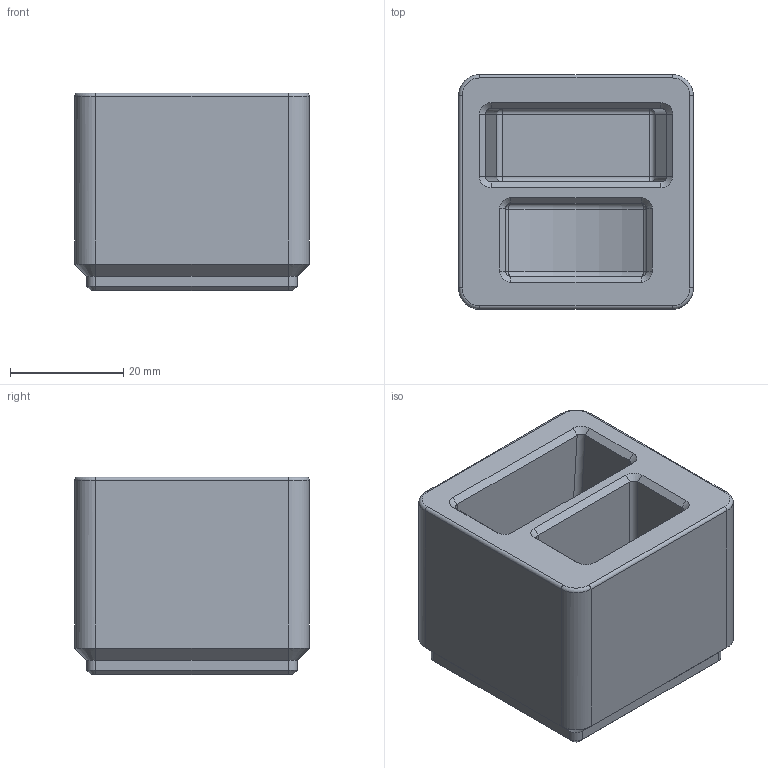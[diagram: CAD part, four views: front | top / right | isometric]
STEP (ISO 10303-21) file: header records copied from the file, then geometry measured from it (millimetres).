
FILE_DESCRIPTION(('FreeCAD Model'),'2;1');
FILE_NAME('Open CASCADE Shape Model','2023-05-07T22:57:12',(''),(''), 'Open CASCADE STEP processor 7.6','FreeCAD','Unknown');
FILE_SCHEMA(('AUTOMOTIVE_DESIGN { 1 0 10303 214 1 1 1 1 }'));
Length unit declared in the file: millimetre
Products named in the file (1): holder
Bounding box: 41.5 x 41.5 x 35 mm (x, y, z)
Volume: 35855.5 mm3; surface area: 13574.3 mm2
Topology: 1 solids, 1 shells, 123 faces, 276 edges, 157 vertices
Faces by surface type: cylinder 46, plane 43, cone 16, sphere 8, torus 6, bspline 4
Full cylindrical faces by diameter (mm): 3 x1
Entity records: 7683 total; most frequent: CARTESIAN_POINT 1862, DIRECTION 1044, ORIENTED_EDGE 542, PCURVE 542, DEFINITIONAL_REPRESENTATION 542, LINE 510, VECTOR 510, EDGE_CURVE 271
